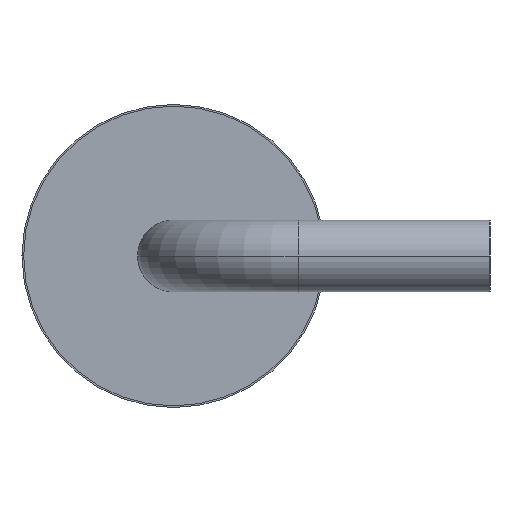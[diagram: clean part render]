
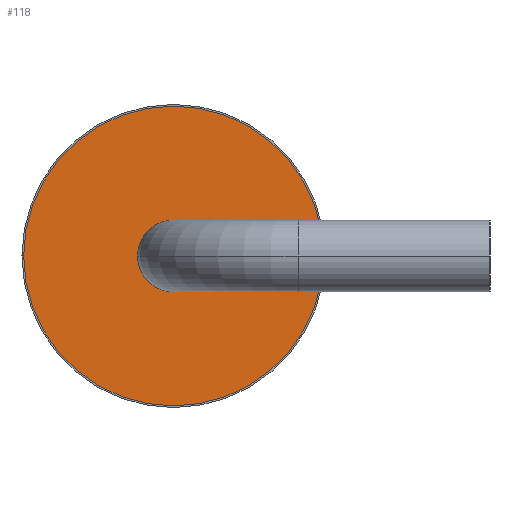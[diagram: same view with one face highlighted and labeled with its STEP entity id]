
A CAD part, left-side view. The second image highlights one B-rep face of the part: STEP entity #118.
In plain terms, the highlighted planar face has unit normal (-1, 0, 0).
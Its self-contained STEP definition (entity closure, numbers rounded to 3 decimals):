
#7 = EDGE_CURVE ( 'NONE', #375, #338, #89, .T. ) ;
#89 = CIRCLE ( 'NONE', #466, 1.8 ) ;
#106 = CIRCLE ( 'NONE', #757, 1.8 ) ;
#118 = ADVANCED_FACE ( 'NONE', ( #788 ), #210, .F. ) ;
#210 = PLANE ( 'NONE',  #791 ) ;
#244 = CARTESIAN_POINT ( 'NONE',  ( -3.81, 3.8, -1.8 ) ) ;
#295 = CARTESIAN_POINT ( 'NONE',  ( -3.81, 3.8, 0. ) ) ;
#325 = DIRECTION ( 'NONE',  ( -1., 0., 0. ) ) ;
#338 = VERTEX_POINT ( 'NONE', #244 ) ;
#357 = CARTESIAN_POINT ( 'NONE',  ( -3.81, 3.8, 0. ) ) ;
#359 = ORIENTED_EDGE ( 'NONE', *, *, #557, .T. ) ;
#375 = VERTEX_POINT ( 'NONE', #487 ) ;
#390 = EDGE_LOOP ( 'NONE', ( #786, #359 ) ) ;
#466 = AXIS2_PLACEMENT_3D ( 'NONE', #295, #325, #583 ) ;
#487 = CARTESIAN_POINT ( 'NONE',  ( -3.81, 3.8, 1.8 ) ) ;
#504 = DIRECTION ( 'NONE',  ( -1., 0., 0. ) ) ;
#557 = EDGE_CURVE ( 'NONE', #338, #375, #106, .T. ) ;
#583 = DIRECTION ( 'NONE',  ( 0., 0., 1. ) ) ;
#636 = DIRECTION ( 'NONE',  ( 0., 0., 1. ) ) ;
#649 = DIRECTION ( 'NONE',  ( 1., 0., 0. ) ) ;
#654 = CARTESIAN_POINT ( 'NONE',  ( -3.81, 0., 0. ) ) ;
#696 = DIRECTION ( 'NONE',  ( 0., 0., -1. ) ) ;
#757 = AXIS2_PLACEMENT_3D ( 'NONE', #357, #504, #636 ) ;
#786 = ORIENTED_EDGE ( 'NONE', *, *, #7, .T. ) ;
#788 = FACE_OUTER_BOUND ( 'NONE', #390, .T. ) ;
#791 = AXIS2_PLACEMENT_3D ( 'NONE', #654, #649, #696 ) ;
